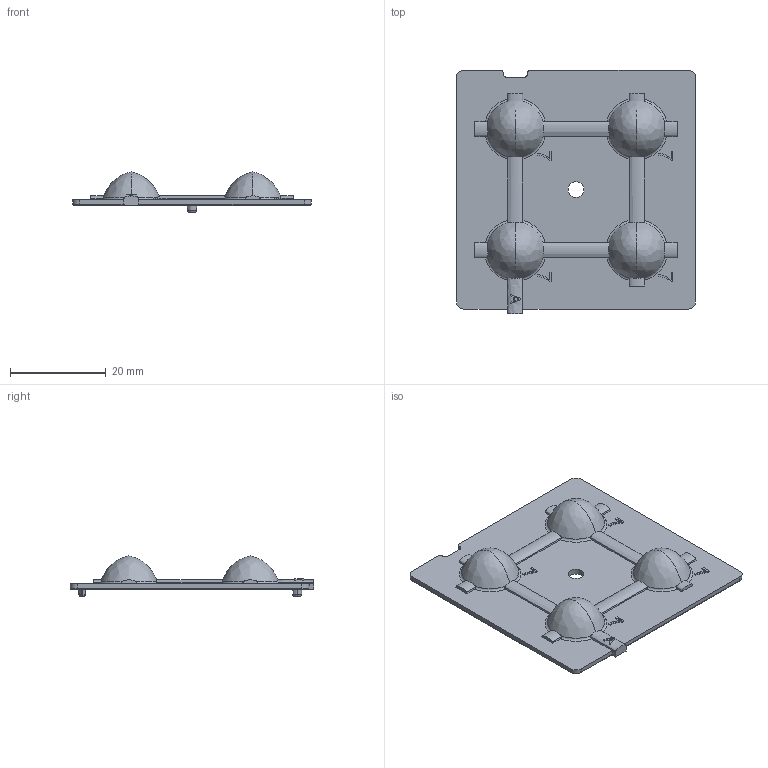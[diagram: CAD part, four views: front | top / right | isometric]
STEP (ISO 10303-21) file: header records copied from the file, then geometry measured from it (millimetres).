
FILE_DESCRIPTION (( 'STEP AP214' ), '1' );
FILE_NAME ('12816_70301_Rev_1_MH7x4_Customer.STEP', '2015-10-16T06:53:05', ( '' ), ( '' ), 'SwSTEP 2.0', 'SolidWorks 2014', '' );
FILE_SCHEMA (( 'AUTOMOTIVE_DESIGN' ));
Length unit declared in the file: millimetre
Products named in the file (1): 12816_70301_Rev_1_MH7x4_Customer
Bounding box: 50 x 51 x 8.4 mm (x, y, z)
Volume: 3485.5 mm3; surface area: 5754.5 mm2
Topology: 1 solids, 1 shells, 263 faces, 693 edges, 430 vertices
Faces by surface type: plane 90, bspline 71, cylinder 47, torus 32, cone 18, sphere 5
Entity records: 9839 total; most frequent: CARTESIAN_POINT 3918, ORIENTED_EDGE 1354, DIRECTION 1051, EDGE_CURVE 677, VERTEX_POINT 430, AXIS2_PLACEMENT_3D 377, VECTOR 297, LINE 297
